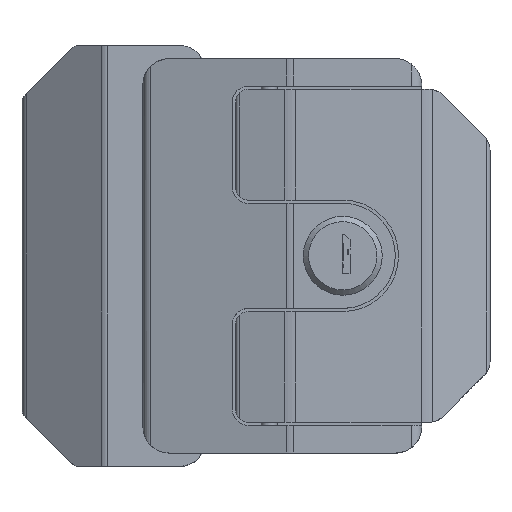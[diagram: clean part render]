
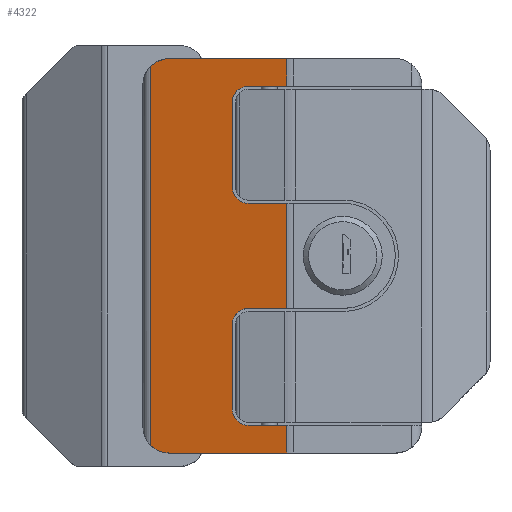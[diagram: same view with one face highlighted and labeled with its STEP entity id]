
A CAD part, top view. The second image highlights one B-rep face of the part: STEP entity #4322.
In plain terms, the highlighted face is planar.
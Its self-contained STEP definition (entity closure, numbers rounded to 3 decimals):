
#49=ELLIPSE('',#5398,3.106,3.);
#50=ELLIPSE('',#5399,5.176,5.);
#51=ELLIPSE('',#5400,5.176,5.);
#52=ELLIPSE('',#5401,3.106,3.);
#53=ELLIPSE('',#5402,3.106,3.);
#54=ELLIPSE('',#5403,3.106,3.);
#759=ORIENTED_EDGE('',*,*,#1825,.T.);
#760=ORIENTED_EDGE('',*,*,#1826,.T.);
#761=ORIENTED_EDGE('',*,*,#1771,.F.);
#762=ORIENTED_EDGE('',*,*,#1795,.F.);
#763=ORIENTED_EDGE('',*,*,#1827,.T.);
#764=ORIENTED_EDGE('',*,*,#1823,.T.);
#765=ORIENTED_EDGE('',*,*,#1828,.T.);
#766=ORIENTED_EDGE('',*,*,#1801,.T.);
#767=ORIENTED_EDGE('',*,*,#1829,.F.);
#768=ORIENTED_EDGE('',*,*,#1830,.T.);
#769=ORIENTED_EDGE('',*,*,#1831,.T.);
#770=ORIENTED_EDGE('',*,*,#1832,.T.);
#771=ORIENTED_EDGE('',*,*,#1833,.T.);
#772=ORIENTED_EDGE('',*,*,#1834,.T.);
#773=ORIENTED_EDGE('',*,*,#1775,.F.);
#774=ORIENTED_EDGE('',*,*,#1835,.T.);
#775=ORIENTED_EDGE('',*,*,#1836,.T.);
#776=ORIENTED_EDGE('',*,*,#1837,.T.);
#1771=EDGE_CURVE('',#2341,#2342,#2774,.T.);
#1775=EDGE_CURVE('',#2343,#2344,#2775,.T.);
#1795=EDGE_CURVE('',#2361,#2341,#2790,.T.);
#1801=EDGE_CURVE('',#2364,#2363,#2793,.T.);
#1823=EDGE_CURVE('',#2380,#2379,#2803,.T.);
#1825=EDGE_CURVE('',#2381,#2382,#49,.T.);
#1826=EDGE_CURVE('',#2382,#2342,#2804,.T.);
#1827=EDGE_CURVE('',#2361,#2380,#50,.F.);
#1828=EDGE_CURVE('',#2379,#2364,#51,.F.);
#1829=EDGE_CURVE('',#2383,#2363,#2805,.T.);
#1830=EDGE_CURVE('',#2383,#2384,#2806,.T.);
#1831=EDGE_CURVE('',#2384,#2385,#52,.T.);
#1832=EDGE_CURVE('',#2385,#2386,#2807,.T.);
#1833=EDGE_CURVE('',#2386,#2387,#53,.T.);
#1834=EDGE_CURVE('',#2387,#2344,#2808,.T.);
#1835=EDGE_CURVE('',#2343,#2388,#2809,.T.);
#1836=EDGE_CURVE('',#2388,#2389,#54,.T.);
#1837=EDGE_CURVE('',#2389,#2381,#2810,.T.);
#2341=VERTEX_POINT('',#7349);
#2342=VERTEX_POINT('',#7350);
#2343=VERTEX_POINT('',#7355);
#2344=VERTEX_POINT('',#7357);
#2361=VERTEX_POINT('',#7403);
#2363=VERTEX_POINT('',#7412);
#2364=VERTEX_POINT('',#7414);
#2379=VERTEX_POINT('',#7486);
#2380=VERTEX_POINT('',#7488);
#2381=VERTEX_POINT('',#7499);
#2382=VERTEX_POINT('',#7500);
#2383=VERTEX_POINT('',#7505);
#2384=VERTEX_POINT('',#7507);
#2385=VERTEX_POINT('',#7509);
#2386=VERTEX_POINT('',#7511);
#2387=VERTEX_POINT('',#7513);
#2388=VERTEX_POINT('',#7516);
#2389=VERTEX_POINT('',#7518);
#2774=LINE('',#7348,#3271);
#2775=LINE('',#7356,#3272);
#2790=LINE('',#7404,#3287);
#2793=LINE('',#7413,#3290);
#2803=LINE('',#7487,#3300);
#2804=LINE('',#7501,#3301);
#2805=LINE('',#7504,#3302);
#2806=LINE('',#7506,#3303);
#2807=LINE('',#7510,#3304);
#2808=LINE('',#7514,#3305);
#2809=LINE('',#7515,#3306);
#2810=LINE('',#7519,#3307);
#3271=VECTOR('',#6038,1000.);
#3272=VECTOR('',#6047,1000.);
#3287=VECTOR('',#6076,1000.);
#3290=VECTOR('',#6087,1000.);
#3300=VECTOR('',#6123,1000.);
#3301=VECTOR('',#6128,1000.);
#3302=VECTOR('',#6133,1000.);
#3303=VECTOR('',#6134,1000.);
#3304=VECTOR('',#6137,1000.);
#3305=VECTOR('',#6140,1000.);
#3306=VECTOR('',#6141,1000.);
#3307=VECTOR('',#6144,1000.);
#3674=EDGE_LOOP('',(#759,#760,#761,#762,#763,#764,#765,#766,#767,#768,#769,
#770,#771,#772,#773,#774,#775,#776));
#3923=FACE_BOUND('',#3674,.T.);
#4131=PLANE('',#5397);
#4322=ADVANCED_FACE('',(#3923),#4131,.F.);
#5397=AXIS2_PLACEMENT_3D('',#7497,#6124,#6125);
#5398=AXIS2_PLACEMENT_3D('',#7498,#6126,#6127);
#5399=AXIS2_PLACEMENT_3D('',#7502,#6129,#6130);
#5400=AXIS2_PLACEMENT_3D('',#7503,#6131,#6132);
#5401=AXIS2_PLACEMENT_3D('',#7508,#6135,#6136);
#5402=AXIS2_PLACEMENT_3D('',#7512,#6138,#6139);
#5403=AXIS2_PLACEMENT_3D('',#7517,#6142,#6143);
#6038=DIRECTION('',(0.,0.,-1.));
#6047=DIRECTION('',(0.,0.,-1.));
#6076=DIRECTION('',(-0.966,0.259,0.));
#6087=DIRECTION('',(-0.966,0.259,0.));
#6123=DIRECTION('',(0.,0.,-1.));
#6124=DIRECTION('',(-0.259,-0.966,0.));
#6125=DIRECTION('',(0.966,-0.259,0.));
#6126=DIRECTION('',(-0.259,-0.966,0.));
#6127=DIRECTION('',(-0.966,0.259,0.));
#6128=DIRECTION('',(-0.966,0.259,0.));
#6129=DIRECTION('',(-0.259,-0.966,0.));
#6130=DIRECTION('',(0.966,-0.259,0.));
#6131=DIRECTION('',(-0.259,-0.966,0.));
#6132=DIRECTION('',(0.966,-0.259,0.));
#6133=DIRECTION('',(0.,0.,-1.));
#6134=DIRECTION('',(0.966,-0.259,0.));
#6135=DIRECTION('',(-0.259,-0.966,0.));
#6136=DIRECTION('',(-0.966,0.259,0.));
#6137=DIRECTION('',(0.,0.,1.));
#6138=DIRECTION('',(-0.259,-0.966,0.));
#6139=DIRECTION('',(-0.966,0.259,0.));
#6140=DIRECTION('',(-0.966,0.259,0.));
#6141=DIRECTION('',(0.966,-0.259,0.));
#6142=DIRECTION('',(-0.259,-0.966,0.));
#6143=DIRECTION('',(-0.966,0.259,0.));
#6144=DIRECTION('',(0.,0.,1.));
#7348=CARTESIAN_POINT('',(25.636,29.83,37.5));
#7349=CARTESIAN_POINT('',(25.636,29.83,37.5));
#7350=CARTESIAN_POINT('',(25.636,29.83,32.25));
#7355=CARTESIAN_POINT('',(25.636,29.83,10.));
#7356=CARTESIAN_POINT('',(25.636,29.83,37.5));
#7357=CARTESIAN_POINT('',(25.636,29.83,-10.));
#7403=CARTESIAN_POINT('',(47.999,23.837,37.5));
#7404=CARTESIAN_POINT('',(51.518,22.895,37.5));
#7412=CARTESIAN_POINT('',(25.636,29.83,-37.5));
#7413=CARTESIAN_POINT('',(51.518,22.895,-37.5));
#7414=CARTESIAN_POINT('',(47.999,23.837,-37.5));
#7486=CARTESIAN_POINT('',(51.518,22.895,-36.053));
#7487=CARTESIAN_POINT('',(51.518,22.895,37.5));
#7488=CARTESIAN_POINT('',(51.518,22.895,36.053));
#7497=CARTESIAN_POINT('',(51.518,22.895,37.5));
#7498=CARTESIAN_POINT('',(33.,27.856,29.25));
#7499=CARTESIAN_POINT('',(36.,27.053,29.25));
#7500=CARTESIAN_POINT('',(33.,27.856,32.25));
#7501=CARTESIAN_POINT('',(51.518,22.895,32.25));
#7502=CARTESIAN_POINT('',(47.999,23.837,32.5));
#7503=CARTESIAN_POINT('',(47.999,23.837,-32.5));
#7504=CARTESIAN_POINT('',(25.636,29.83,37.5));
#7505=CARTESIAN_POINT('',(25.636,29.83,-32.25));
#7506=CARTESIAN_POINT('',(51.518,22.895,-32.25));
#7507=CARTESIAN_POINT('',(33.,27.856,-32.25));
#7508=CARTESIAN_POINT('',(33.,27.856,-29.25));
#7509=CARTESIAN_POINT('',(36.,27.053,-29.25));
#7510=CARTESIAN_POINT('',(36.,27.053,37.5));
#7511=CARTESIAN_POINT('',(36.,27.053,-13.));
#7512=CARTESIAN_POINT('',(33.,27.856,-13.));
#7513=CARTESIAN_POINT('',(33.,27.856,-10.));
#7514=CARTESIAN_POINT('',(51.518,22.895,-10.));
#7515=CARTESIAN_POINT('',(51.518,22.895,10.));
#7516=CARTESIAN_POINT('',(33.,27.856,10.));
#7517=CARTESIAN_POINT('',(33.,27.856,13.));
#7518=CARTESIAN_POINT('',(36.,27.053,13.));
#7519=CARTESIAN_POINT('',(36.,27.053,37.5));
